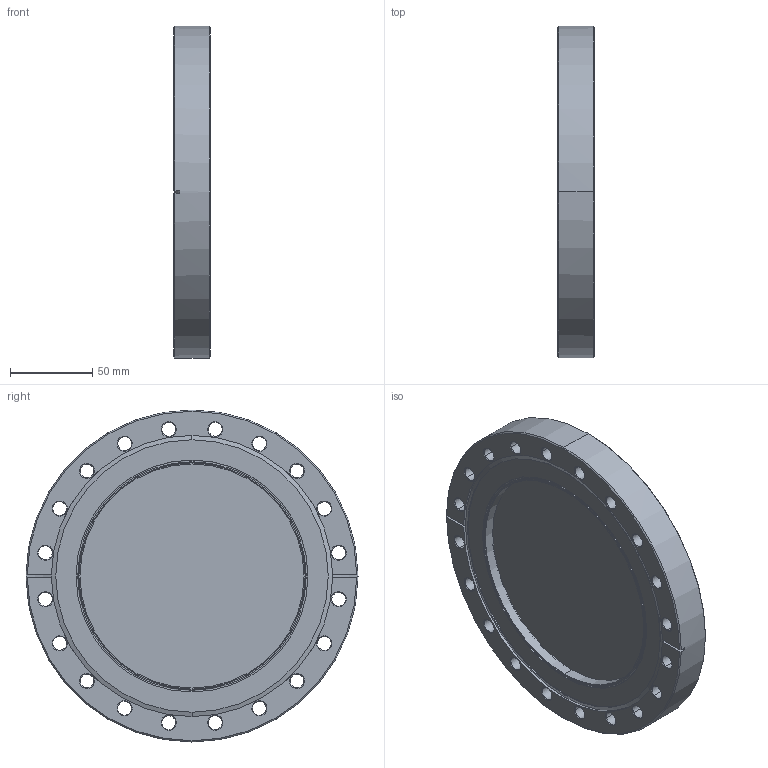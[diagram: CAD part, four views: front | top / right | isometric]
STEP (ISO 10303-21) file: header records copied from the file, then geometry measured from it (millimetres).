
FILE_DESCRIPTION (( 'STEP AP203' ), '1' );
FILE_NAME ('9722011.STEP', '2010-03-03T16:29:53', ( 'MIS' ), ( 'ISI INSULATORSEAL' ), 'SwSTEP 2.0', 'SolidWorks 2008', '' );
FILE_SCHEMA (( 'CONFIG_CONTROL_DESIGN' ));
Length unit declared in the file: inch
Products named in the file (5): 0194607B; 9722011; 1004604A; 0194304B; 1002205A
Assembly tree (4 placements, depth 3):
  9722011
    1004604A
      0194304B
      1002205A
    0194607B
Bounding box: 22.35 x 202.44 x 202.44 mm (x, y, z)
Volume: 456847.5 mm3; surface area: 142653.9 mm2
Topology: 3 solids, 3 shells, 186 faces, 422 edges, 247 vertices
Faces by surface type: cone 95, cylinder 68, plane 17, torus 6
Entity records: 5838 total; most frequent: DIRECTION 1045, CARTESIAN_POINT 887, ORIENTED_EDGE 844, AXIS2_PLACEMENT_3D 437, EDGE_CURVE 422, VERTEX_POINT 247, CIRCLE 243, EDGE_LOOP 235
